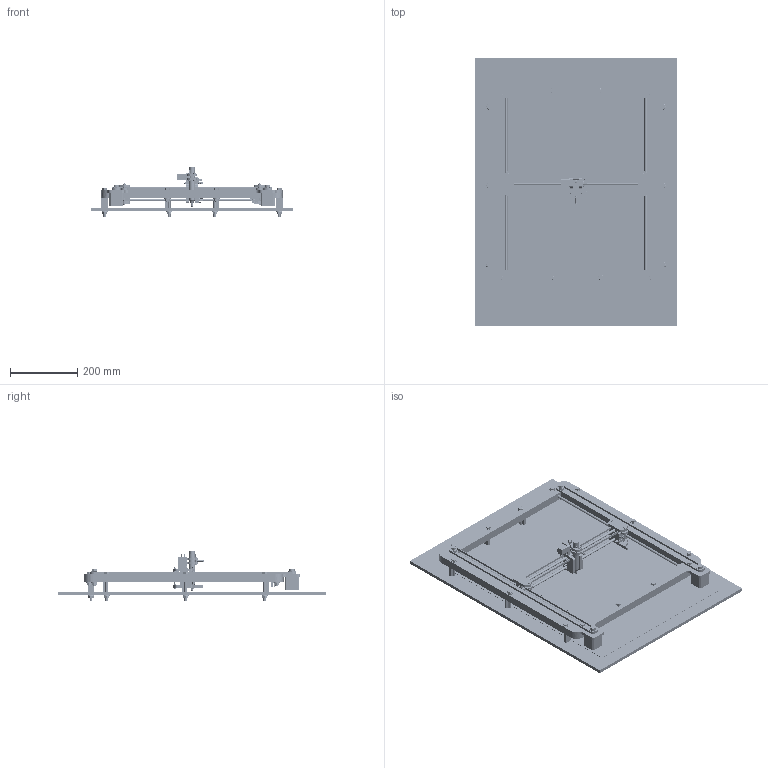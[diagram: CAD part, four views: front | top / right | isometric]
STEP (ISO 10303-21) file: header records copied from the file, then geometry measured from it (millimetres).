
FILE_DESCRIPTION(('CATIA V5 STEP Exchange'),'2;1');
FILE_NAME('DRAWBOT_2K.stp','2013-08-31T10:31:19+00:00',('none'),('none'),'CATIA Version 5 Release 19 SP 2 (IN-10)','CATIA V5 STEP AP214','none');
FILE_SCHEMA(('AUTOMOTIVE_DESIGN { 1 0 10303 214 1 1 1 1 }'));
Products named in the file (64): DRAWBOT; axe mobile; chariot; goujon_chariot2; 608ZZ; ecrou_M3_Hu; rondelle_d3_plate_N; tige_M3_L065mm; goujon_chariot1; tige_M3_L050mm; LC_10x6; LC_11x4; LC_12x4; LC_13x4; tige_diam8_L040; tete; Opto_endstop; NEMA 8; support feutre; feutre; boulon_feutre1; vis_H_M3x30; boulon_feutre2; ecrou_M4_Hu; vis_H_M4x20; LC_06x2; goujon_tete1; goujon_tete2; JSM-0810-16; LC_04x1; LC_05x1; LC_07x1; LC_08x1; tige_diam8_L436; LC_14x1; LC_15x1; cadre; moteur; NEMA 17; roue_T2.5 ...
Assembly tree (144 placements, depth 6):
  DRAWBOT
    axe mobile
      chariot  x2
        goujon_chariot2
          608ZZ
          ecrou_M3_Hu  x4
          rondelle_d3_plate_N  x4
          tige_M3_L065mm
        goujon_chariot1
          ecrou_M3_Hu  x2
          tige_M3_L050mm
          rondelle_d3_plate_N  x2
        LC_10x6
        LC_11x4
        LC_12x4
        LC_13x4
        tige_diam8_L040
      tete
        Opto_endstop  x2
        NEMA 8
        support feutre
          feutre
          boulon_feutre1  x5
            ecrou_M3_Hu
            vis_H_M3x30
            rondelle_d3_plate_N
          boulon_feutre2
            ecrou_M4_Hu
            vis_H_M4x20
          LC_06x2  x2
        goujon_tete1  x2
          tige_M3_L050mm
          rondelle_d3_plate_N
          ecrou_M3_Hu
        goujon_tete2  x2
          tige_M3_L050mm
          rondelle_d3_plate_N
          ecrou_M3_Hu
        JSM-0810-16  x4
        LC_04x1
        LC_05x1
        LC_07x1
        LC_08x1
      JSM-0810-16  x4
      tige_diam8_L436  x2
      LC_14x1
      LC_15x1
    cadre
      moteur  x2
        NEMA 17
        roue_T2.5
          LC_02x2
          LC_01x2
        vis_FHC_M3x10
      poulie  x2
        rondelle_d8_plate_N
        ecrou_M8_Hu
        vis_H_M8x50
        608ZZ
      visserie_cadre
Bounding box: 600 x 800 x 147.17 mm (x, y, z)
Volume: 7958262.5 mm3; surface area: 2305748.3 mm2
Topology: 299 solids, 299 shells, 6261 faces, 15602 edges, 10089 vertices
Faces by surface type: plane 2550, cylinder 2215, torus 1432, cone 52, sphere 12
Entity records: 57508 total; most frequent: CARTESIAN_POINT 14424, ORIENTED_EDGE 8648, DIRECTION 7093, EDGE_CURVE 4324, AXIS2_PLACEMENT_3D 2894, VERTEX_POINT 2848, VECTOR 2653, LINE 2653
